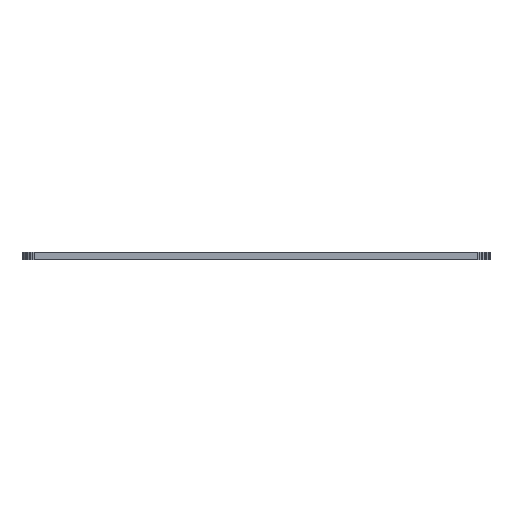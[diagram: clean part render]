
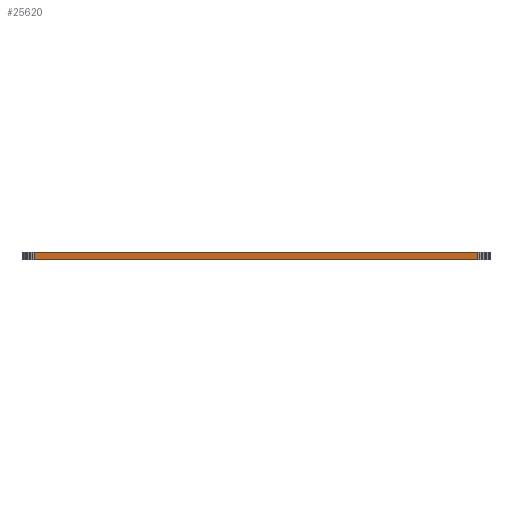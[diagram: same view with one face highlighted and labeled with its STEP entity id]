
A CAD part, left-side view. The second image highlights one B-rep face of the part: STEP entity #25620.
In plain terms, the highlighted planar face has unit normal (-1, 0, 0).
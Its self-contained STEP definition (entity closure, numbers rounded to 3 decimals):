
#90 = PLANE('',#91);
#91 = AXIS2_PLACEMENT_3D('',#92,#93,#94);
#92 = CARTESIAN_POINT('',(-28.575,47.625,1.18));
#93 = DIRECTION('',(-0.,-0.,-1.));
#94 = DIRECTION('',(-1.,0.,0.));
#144 = PLANE('',#145);
#145 = AXIS2_PLACEMENT_3D('',#146,#147,#148);
#146 = CARTESIAN_POINT('',(-28.575,47.625,0.));
#147 = DIRECTION('',(-0.,-0.,-1.));
#148 = DIRECTION('',(-1.,0.,0.));
#1177 = VERTEX_POINT('',#1178);
#1178 = CARTESIAN_POINT('',(-157.163,11.525,0.));
#1192 = PLANE('',#1193);
#1193 = AXIS2_PLACEMENT_3D('',#1194,#1195,#1196);
#1194 = CARTESIAN_POINT('',(-157.142,11.241,0.));
#1195 = DIRECTION('',(-0.997,-0.071,0.));
#1196 = DIRECTION('',(-0.071,0.997,0.));
#1204 = EDGE_CURVE('',#1177,#1205,#1207,.T.);
#1205 = VERTEX_POINT('',#1206);
#1206 = CARTESIAN_POINT('',(-157.163,83.725,0.));
#1207 = SURFACE_CURVE('',#1208,(#1212,#1219),.PCURVE_S1.);
#1208 = LINE('',#1209,#1210);
#1209 = CARTESIAN_POINT('',(-157.163,11.525,0.));
#1210 = VECTOR('',#1211,1.);
#1211 = DIRECTION('',(0.,1.,0.));
#1212 = PCURVE('',#144,#1213);
#1213 = DEFINITIONAL_REPRESENTATION('',(#1214),#1218);
#1214 = LINE('',#1215,#1216);
#1215 = CARTESIAN_POINT('',(128.588,-36.1));
#1216 = VECTOR('',#1217,1.);
#1217 = DIRECTION('',(0.,1.));
#1218 = ( GEOMETRIC_REPRESENTATION_CONTEXT(2) 
PARAMETRIC_REPRESENTATION_CONTEXT() REPRESENTATION_CONTEXT('2D SPACE',''
  ) );
#1219 = PCURVE('',#1220,#1225);
#1220 = PLANE('',#1221);
#1221 = AXIS2_PLACEMENT_3D('',#1222,#1223,#1224);
#1222 = CARTESIAN_POINT('',(-157.163,11.525,0.));
#1223 = DIRECTION('',(-1.,0.,0.));
#1224 = DIRECTION('',(0.,1.,0.));
#1225 = DEFINITIONAL_REPRESENTATION('',(#1226),#1230);
#1226 = LINE('',#1227,#1228);
#1227 = CARTESIAN_POINT('',(0.,0.));
#1228 = VECTOR('',#1229,1.);
#1229 = DIRECTION('',(1.,0.));
#1230 = ( GEOMETRIC_REPRESENTATION_CONTEXT(2) 
PARAMETRIC_REPRESENTATION_CONTEXT() REPRESENTATION_CONTEXT('2D SPACE',''
  ) );
#1248 = PLANE('',#1249);
#1249 = AXIS2_PLACEMENT_3D('',#1250,#1251,#1252);
#1250 = CARTESIAN_POINT('',(-157.163,83.725,0.));
#1251 = DIRECTION('',(-0.997,0.071,0.));
#1252 = DIRECTION('',(0.071,0.997,0.));
#14537 = VERTEX_POINT('',#14538);
#14538 = CARTESIAN_POINT('',(-157.163,11.525,1.18));
#14559 = EDGE_CURVE('',#14537,#14560,#14562,.T.);
#14560 = VERTEX_POINT('',#14561);
#14561 = CARTESIAN_POINT('',(-157.163,83.725,1.18));
#14562 = SURFACE_CURVE('',#14563,(#14567,#14574),.PCURVE_S1.);
#14563 = LINE('',#14564,#14565);
#14564 = CARTESIAN_POINT('',(-157.163,11.525,1.18));
#14565 = VECTOR('',#14566,1.);
#14566 = DIRECTION('',(0.,1.,0.));
#14567 = PCURVE('',#90,#14568);
#14568 = DEFINITIONAL_REPRESENTATION('',(#14569),#14573);
#14569 = LINE('',#14570,#14571);
#14570 = CARTESIAN_POINT('',(128.588,-36.1));
#14571 = VECTOR('',#14572,1.);
#14572 = DIRECTION('',(0.,1.));
#14573 = ( GEOMETRIC_REPRESENTATION_CONTEXT(2) 
PARAMETRIC_REPRESENTATION_CONTEXT() REPRESENTATION_CONTEXT('2D SPACE',''
  ) );
#14574 = PCURVE('',#1220,#14575);
#14575 = DEFINITIONAL_REPRESENTATION('',(#14576),#14580);
#14576 = LINE('',#14577,#14578);
#14577 = CARTESIAN_POINT('',(0.,-1.18));
#14578 = VECTOR('',#14579,1.);
#14579 = DIRECTION('',(1.,0.));
#14580 = ( GEOMETRIC_REPRESENTATION_CONTEXT(2) 
PARAMETRIC_REPRESENTATION_CONTEXT() REPRESENTATION_CONTEXT('2D SPACE',''
  ) );
#25570 = EDGE_CURVE('',#1205,#14560,#25571,.T.);
#25571 = SURFACE_CURVE('',#25572,(#25576,#25583),.PCURVE_S1.);
#25572 = LINE('',#25573,#25574);
#25573 = CARTESIAN_POINT('',(-157.163,83.725,0.));
#25574 = VECTOR('',#25575,1.);
#25575 = DIRECTION('',(0.,0.,1.));
#25576 = PCURVE('',#1248,#25577);
#25577 = DEFINITIONAL_REPRESENTATION('',(#25578),#25582);
#25578 = LINE('',#25579,#25580);
#25579 = CARTESIAN_POINT('',(0.,0.));
#25580 = VECTOR('',#25581,1.);
#25581 = DIRECTION('',(0.,-1.));
#25582 = ( GEOMETRIC_REPRESENTATION_CONTEXT(2) 
PARAMETRIC_REPRESENTATION_CONTEXT() REPRESENTATION_CONTEXT('2D SPACE',''
  ) );
#25583 = PCURVE('',#1220,#25584);
#25584 = DEFINITIONAL_REPRESENTATION('',(#25585),#25589);
#25585 = LINE('',#25586,#25587);
#25586 = CARTESIAN_POINT('',(72.2,0.));
#25587 = VECTOR('',#25588,1.);
#25588 = DIRECTION('',(0.,-1.));
#25589 = ( GEOMETRIC_REPRESENTATION_CONTEXT(2) 
PARAMETRIC_REPRESENTATION_CONTEXT() REPRESENTATION_CONTEXT('2D SPACE',''
  ) );
#25620 = ADVANCED_FACE('',(#25621),#1220,.T.);
#25621 = FACE_BOUND('',#25622,.T.);
#25622 = EDGE_LOOP('',(#25623,#25644,#25645,#25646));
#25623 = ORIENTED_EDGE('',*,*,#25624,.T.);
#25624 = EDGE_CURVE('',#1177,#14537,#25625,.T.);
#25625 = SURFACE_CURVE('',#25626,(#25630,#25637),.PCURVE_S1.);
#25626 = LINE('',#25627,#25628);
#25627 = CARTESIAN_POINT('',(-157.163,11.525,0.));
#25628 = VECTOR('',#25629,1.);
#25629 = DIRECTION('',(0.,0.,1.));
#25630 = PCURVE('',#1220,#25631);
#25631 = DEFINITIONAL_REPRESENTATION('',(#25632),#25636);
#25632 = LINE('',#25633,#25634);
#25633 = CARTESIAN_POINT('',(0.,0.));
#25634 = VECTOR('',#25635,1.);
#25635 = DIRECTION('',(0.,-1.));
#25636 = ( GEOMETRIC_REPRESENTATION_CONTEXT(2) 
PARAMETRIC_REPRESENTATION_CONTEXT() REPRESENTATION_CONTEXT('2D SPACE',''
  ) );
#25637 = PCURVE('',#1192,#25638);
#25638 = DEFINITIONAL_REPRESENTATION('',(#25639),#25643);
#25639 = LINE('',#25640,#25641);
#25640 = CARTESIAN_POINT('',(0.285,0.));
#25641 = VECTOR('',#25642,1.);
#25642 = DIRECTION('',(0.,-1.));
#25643 = ( GEOMETRIC_REPRESENTATION_CONTEXT(2) 
PARAMETRIC_REPRESENTATION_CONTEXT() REPRESENTATION_CONTEXT('2D SPACE',''
  ) );
#25644 = ORIENTED_EDGE('',*,*,#14559,.T.);
#25645 = ORIENTED_EDGE('',*,*,#25570,.F.);
#25646 = ORIENTED_EDGE('',*,*,#1204,.F.);
